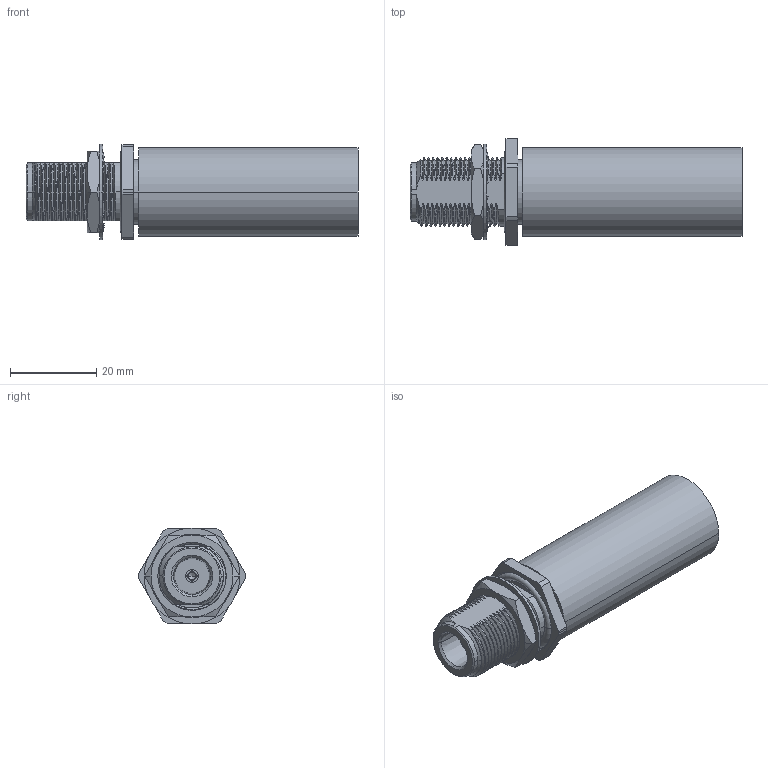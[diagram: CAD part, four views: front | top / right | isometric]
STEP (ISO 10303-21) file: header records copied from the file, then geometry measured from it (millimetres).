
FILE_DESCRIPTION((''),'2;1');
FILE_NAME('82-6512','2020-08-13T18:43:38',('Viji'),(''),'CREO PARAMETRIC BY PTC INC, 2019444','CREO PARAMETRIC BY PTC INC, 2019444','');
FILE_SCHEMA(('CONFIG_CONTROL_DESIGN'));
Length unit declared in the file: millimetre
Products named in the file (1): 82-6512
Bounding box: 77 x 24.8 x 22.2 mm (x, y, z)
Volume: 13154.4 mm3; surface area: 10024.8 mm2
Topology: 1 solids, 1 shells, 471 faces, 1435 edges, 936 vertices
Faces by surface type: bspline 184, cylinder 164, plane 62, cone 57, torus 4
Entity records: 25954 total; most frequent: CARTESIAN_POINT 14739, ORIENTED_EDGE 2866, DIRECTION 1542, EDGE_CURVE 1433, VERTEX_POINT 936, B_SPLINE_CURVE_WITH_KNOTS 677, VECTOR 544, LINE 544
